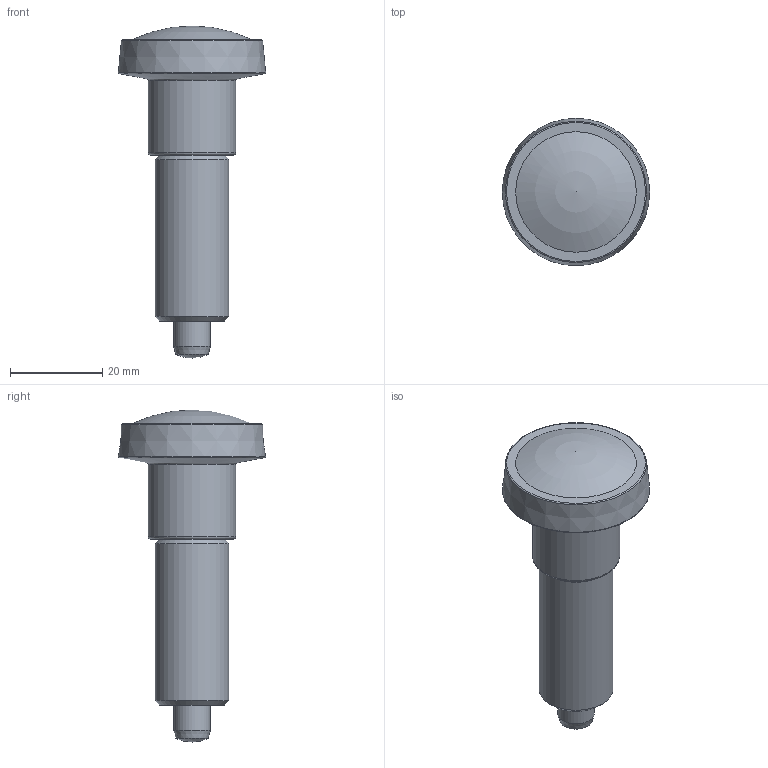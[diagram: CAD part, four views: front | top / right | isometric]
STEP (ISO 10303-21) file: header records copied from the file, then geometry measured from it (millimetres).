
FILE_DESCRIPTION( ( 'Unknown' ), '1' );
FILE_NAME( '6395017_PNCX_32.stp', 'Unknown', ( 'Unknown' ), ( 'Unknown' ), 'PSStep 14.0', 'Unknown', ' ' );
FILE_SCHEMA( ( 'AUTOMOTIVE_DESIGN { 1 0 10303 214 1 1 1 1 }' ) );
Length unit declared in the file: millimetre
Products named in the file (1): 8900444
Bounding box: 31.96 x 31.96 x 72 mm (x, y, z)
Volume: 18313.4 mm3; surface area: 7195.2 mm2
Topology: 1 solids, 9 shells, 53 faces, 109 edges, 70 vertices
Faces by surface type: cone 17, cylinder 15, plane 14, torus 5, sphere 2
Full cylindrical faces by diameter (mm): 7.5 x1, 7.74 x7, 8 x3, 11 x1, 11.1 x1, 16 x1, 19 x1
Entity records: 1510 total; most frequent: DIRECTION 212, CARTESIAN_POINT 158, AXIS2_PLACEMENT_3D 106, EDGE_LOOP 104, ORIENTED_EDGE 104, FACE_OUTER_BOUND 73, STYLED_ITEM 53, PRESENTATION_STYLE_ASSIGNMENT 53
